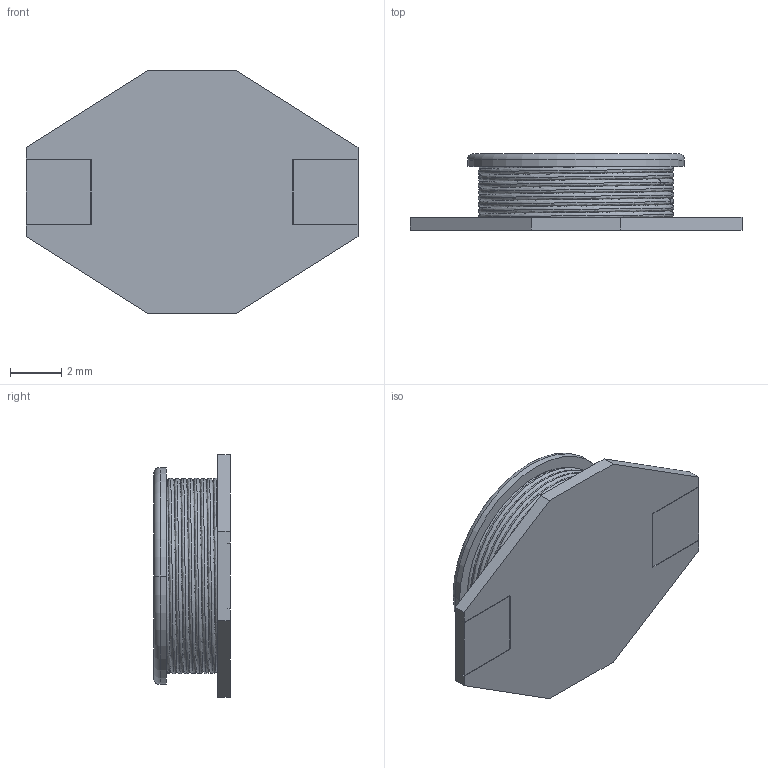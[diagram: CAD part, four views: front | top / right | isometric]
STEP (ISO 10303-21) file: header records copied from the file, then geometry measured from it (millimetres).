
FILE_DESCRIPTION((''),'2;1');
FILE_NAME('PM3308','2012-08-15T',('ryans'),('Bourns, Inc.'),'PRO/ENGINEER BY PARAMETRIC TECHNOLOGY CORPORATION, 2010100','PRO/ENGINEER BY PARAMETRIC TECHNOLOGY CORPORATION, 2010100','');
FILE_SCHEMA(('CONFIG_CONTROL_DESIGN'));
Length unit declared in the file: millimetre
Products named in the file (1): PM3308
Bounding box: 13 x 3 x 9.5 mm (x, y, z)
Volume: 84.7 mm3; surface area: 472.3 mm2
Topology: 1 solids, 1 shells, 42 faces, 108 edges, 70 vertices
Faces by surface type: plane 32, bspline 6, cylinder 2, torus 2
Entity records: 7180 total; most frequent: CARTESIAN_POINT 6156, ORIENTED_EDGE 216, DIRECTION 174, EDGE_CURVE 108, VECTOR 86, LINE 86, VERTEX_POINT 70, AXIS2_PLACEMENT_3D 44
